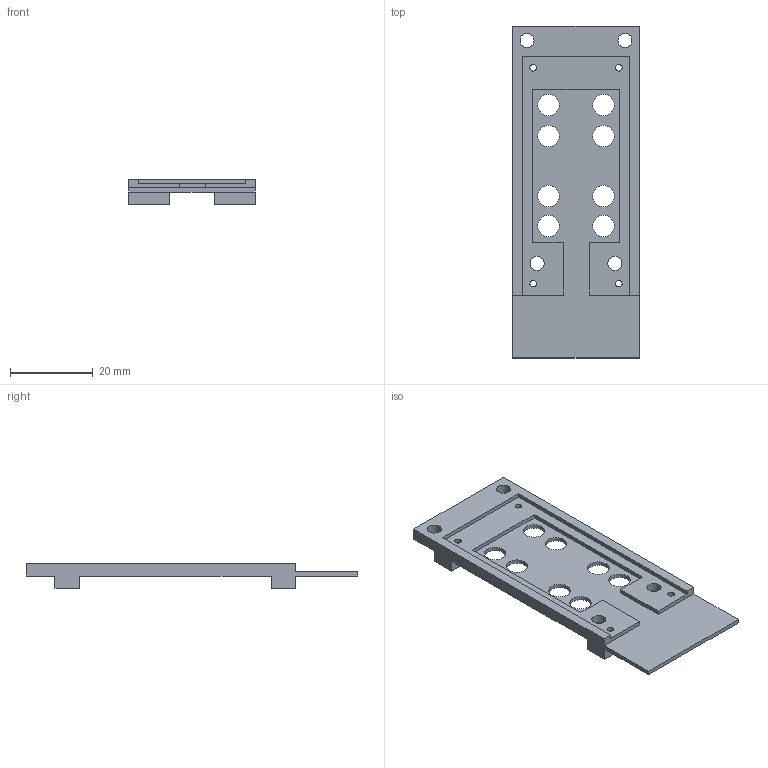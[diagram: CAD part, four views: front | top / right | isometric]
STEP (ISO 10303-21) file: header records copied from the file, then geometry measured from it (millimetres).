
FILE_DESCRIPTION (( 'STEP AP214' ), '1' );
FILE_NAME ('Bellow.STEP', '2021-10-22T08:11:36', ( '' ), ( '' ), 'SwSTEP 2.0', 'SolidWorks 2021', '' );
FILE_SCHEMA (( 'AUTOMOTIVE_DESIGN' ));
Length unit declared in the file: centimetre
Products named in the file (1): Bellow
Bounding box: 30.65 x 80.2 x 6 mm (x, y, z)
Volume: 4504.6 mm3; surface area: 6058.3 mm2
Topology: 1 solids, 1 shells, 68 faces, 198 edges, 132 vertices
Faces by surface type: plane 36, cylinder 32
Entity records: 2364 total; most frequent: DIRECTION 400, CARTESIAN_POINT 399, ORIENTED_EDGE 396, EDGE_CURVE 198, LINE 134, VECTOR 134, AXIS2_PLACEMENT_3D 133, VERTEX_POINT 132
